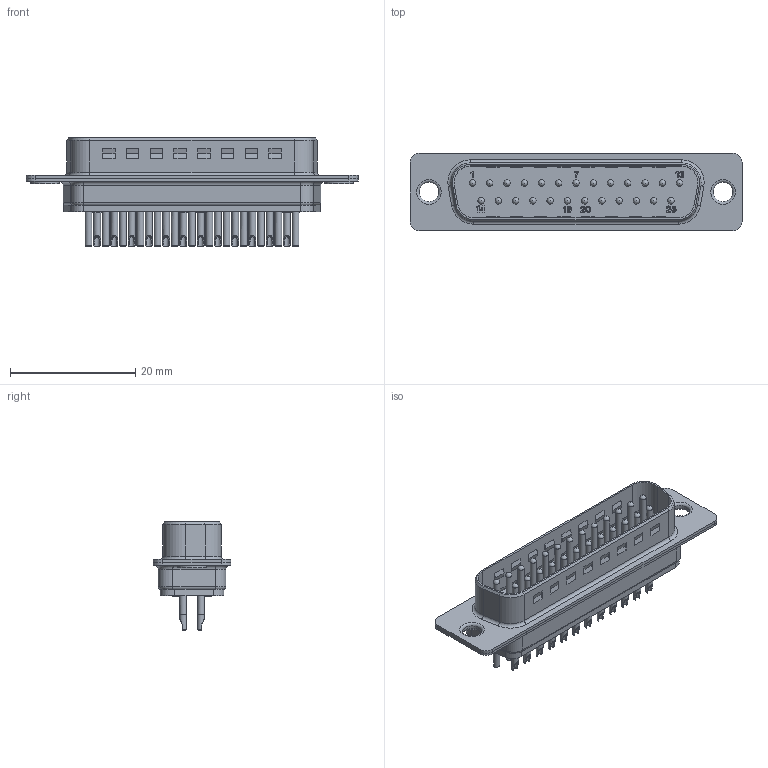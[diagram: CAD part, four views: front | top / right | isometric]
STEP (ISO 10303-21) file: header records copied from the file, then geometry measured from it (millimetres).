
FILE_DESCRIPTION(/* description */ ('Unknown'),/* implementation_level */ '2;1');
FILE_NAME(/* name */ '214113003',/* time_stamp */ '2019-04-12T16:01:10+08:00',/* author */ ('Unknown'),/* organization */ ('Unknown'),/* preprocessor_version */ 'ST-DEVELOPER v16.7',/* originating_system */ 'DEX',/* authorisation */ $);
FILE_SCHEMA (('AUTOMOTIVE_DESIGN {1 0 10303 214 3 1 1}'));
Length unit declared in the file: millimetre
Products named in the file (6): 214113003; N00654_BG; R+B00100_BG; R+B00129_BG; R+B00126_BG; N00743_BG
Assembly tree (29 placements, depth 2):
  214113003
    N00654_BG
    R+B00100_BG  x25
    R+B00129_BG
    R+B00126_BG
    N00743_BG
Bounding box: 53.1 x 12.4 x 17.3 mm (x, y, z)
Volume: 2161.4 mm3; surface area: 7142.5 mm2
Topology: 29 solids, 29 shells, 4398 faces, 10913 edges, 6683 vertices
Faces by surface type: plane 3813, cylinder 351, cone 129, bspline 56, sphere 25, torus 24
Full cylindrical faces by diameter (mm): 0.8 x25, 1 x25, 1.02 x25, 1.1 x25, 1.2 x25, 1.28 x25, 1.8 x25, 2 x25, 2.03 x50, 3.1 x2, 3.9 x2, 4.06 x2, 4.6 x2
Entity records: 32688 total; most frequent: CARTESIAN_POINT 9905, ORIENTED_EDGE 4412, DIRECTION 4124, EDGE_CURVE 2206, VERTEX_POINT 1493, LINE 1400, VECTOR 1400, AXIS2_PLACEMENT_3D 1362
